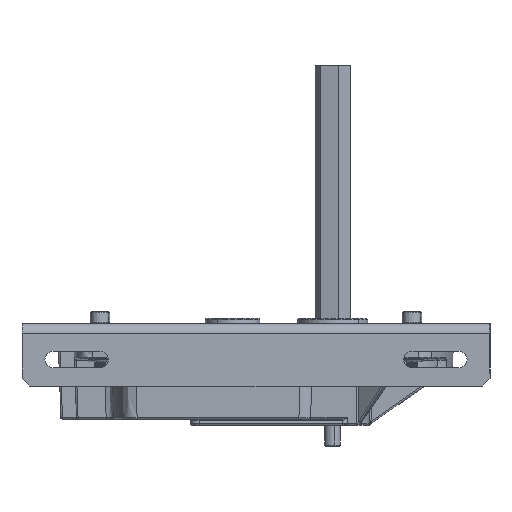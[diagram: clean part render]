
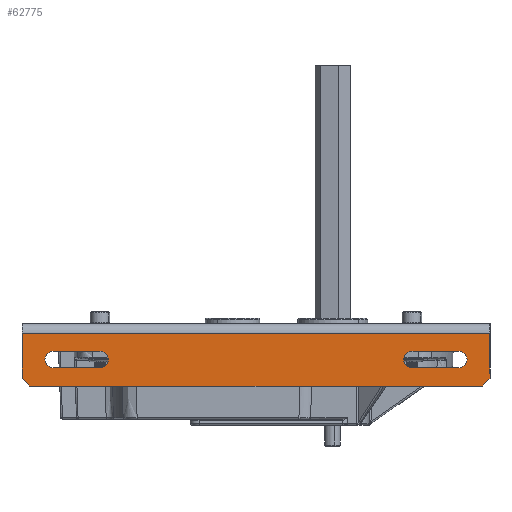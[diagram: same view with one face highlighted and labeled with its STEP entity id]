
A CAD part, front view. The second image highlights one B-rep face of the part: STEP entity #62775.
In plain terms, the highlighted planar face has unit normal (0, -1, 0).
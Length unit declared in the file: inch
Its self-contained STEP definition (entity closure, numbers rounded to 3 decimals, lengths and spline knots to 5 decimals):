
#3055 = CARTESIAN_POINT ( 'NONE',  ( 3.25, -1.625, -0.444 ) ) ;
#3657 = VECTOR ( 'NONE', #60263, 39.37008 ) ;
#3728 = EDGE_CURVE ( 'NONE', #25917, #46158, #46015, .T. ) ;
#4088 = VERTEX_POINT ( 'NONE', #43538 ) ;
#4992 = CARTESIAN_POINT ( 'NONE',  ( -3.25, -1.625, -0.444 ) ) ;
#7430 = ORIENTED_EDGE ( 'NONE', *, *, #65467, .T. ) ;
#7448 = CARTESIAN_POINT ( 'NONE',  ( 2.5, -1.625, -0.577 ) ) ;
#7711 = VERTEX_POINT ( 'NONE', #35766 ) ;
#10480 = ORIENTED_EDGE ( 'NONE', *, *, #14417, .T. ) ;
#10770 = VERTEX_POINT ( 'NONE', #23146 ) ;
#11600 = EDGE_CURVE ( 'NONE', #56778, #34557, #23985, .T. ) ;
#11732 = ORIENTED_EDGE ( 'NONE', *, *, #41537, .T. ) ;
#12008 = VECTOR ( 'NONE', #38344, 39.37008 ) ;
#12208 = VERTEX_POINT ( 'NONE', #70024 ) ;
#12535 = CARTESIAN_POINT ( 'NONE',  ( 0., -1.625, -0.154 ) ) ;
#12570 = LINE ( 'NONE', #35246, #63333 ) ;
#12922 = EDGE_LOOP ( 'NONE', ( #61686, #39301, #19067, #70063 ) ) ;
#13447 = CARTESIAN_POINT ( 'NONE',  ( -3.75, -1.625, -1. ) ) ;
#14265 = PLANE ( 'NONE',  #18757 ) ;
#14417 = EDGE_CURVE ( 'NONE', #34557, #54163, #12570, .T. ) ;
#14811 = LINE ( 'NONE', #25233, #3657 ) ;
#16283 = EDGE_LOOP ( 'NONE', ( #7430, #57916, #54962, #30008 ) ) ;
#18112 = LINE ( 'NONE', #12535, #40936 ) ;
#18272 = CARTESIAN_POINT ( 'NONE',  ( -3.25, -1.625, -0.577 ) ) ;
#18488 = EDGE_CURVE ( 'NONE', #4088, #27655, #34949, .T. ) ;
#18757 = AXIS2_PLACEMENT_3D ( 'NONE', #61087, #59341, #44649 ) ;
#19067 = ORIENTED_EDGE ( 'NONE', *, *, #59516, .T. ) ;
#19605 = EDGE_CURVE ( 'NONE', #50906, #56778, #52773, .T. ) ;
#21017 = LINE ( 'NONE', #31837, #31717 ) ;
#21926 = FACE_BOUND ( 'NONE', #16283, .T. ) ;
#23146 = CARTESIAN_POINT ( 'NONE',  ( 3.25, -1.625, -0.71 ) ) ;
#23985 = LINE ( 'NONE', #63154, #50639 ) ;
#24957 = DIRECTION ( 'NONE',  ( 0., 0., -1. ) ) ;
#25233 = CARTESIAN_POINT ( 'NONE',  ( -3.625, -1.625, -1. ) ) ;
#25249 = CARTESIAN_POINT ( 'NONE',  ( -3.75, -1.625, -0.875 ) ) ;
#25882 = LINE ( 'NONE', #48597, #68429 ) ;
#25917 = VERTEX_POINT ( 'NONE', #52880 ) ;
#27537 = CARTESIAN_POINT ( 'NONE',  ( -3.25, -1.625, -0.444 ) ) ;
#27655 = VERTEX_POINT ( 'NONE', #4992 ) ;
#30008 = ORIENTED_EDGE ( 'NONE', *, *, #3728, .T. ) ;
#30165 = DIRECTION ( 'NONE',  ( 0., 1., 0. ) ) ;
#30194 = AXIS2_PLACEMENT_3D ( 'NONE', #18272, #58133, #52891 ) ;
#30788 = CARTESIAN_POINT ( 'NONE',  ( 3.75, -1.625, -0.154 ) ) ;
#30867 = DIRECTION ( 'NONE',  ( 0., 1., 0. ) ) ;
#31227 = CARTESIAN_POINT ( 'NONE',  ( 3.25, -1.625, -0.577 ) ) ;
#31469 = DIRECTION ( 'NONE',  ( -1., 0., 0. ) ) ;
#31717 = VECTOR ( 'NONE', #43754, 39.37008 ) ;
#31837 = CARTESIAN_POINT ( 'NONE',  ( -3.25, -1.625, -0.71 ) ) ;
#32497 = AXIS2_PLACEMENT_3D ( 'NONE', #31227, #30867, #36439 ) ;
#32868 = EDGE_CURVE ( 'NONE', #7711, #12208, #64466, .T. ) ;
#33165 = VERTEX_POINT ( 'NONE', #54637 ) ;
#33195 = EDGE_CURVE ( 'NONE', #33967, #50906, #14811, .T. ) ;
#33903 = VERTEX_POINT ( 'NONE', #64785 ) ;
#33967 = VERTEX_POINT ( 'NONE', #25249 ) ;
#34557 = VERTEX_POINT ( 'NONE', #63135 ) ;
#34949 = CIRCLE ( 'NONE', #30194, 0.133 ) ;
#35246 = CARTESIAN_POINT ( 'NONE',  ( 3.75, -1.625, -0.125 ) ) ;
#35766 = CARTESIAN_POINT ( 'NONE',  ( 2.5, -1.625, -0.71 ) ) ;
#36439 = DIRECTION ( 'NONE',  ( 0., 0., -1. ) ) ;
#36443 = CARTESIAN_POINT ( 'NONE',  ( -3.625, -1.625, -1. ) ) ;
#37024 = AXIS2_PLACEMENT_3D ( 'NONE', #7448, #30165, #24957 ) ;
#37310 = LINE ( 'NONE', #3055, #65742 ) ;
#37757 = CARTESIAN_POINT ( 'NONE',  ( -2.5, -1.625, -0.577 ) ) ;
#38007 = EDGE_CURVE ( 'NONE', #27655, #25917, #71919, .T. ) ;
#38344 = DIRECTION ( 'NONE',  ( 1., 0., 0. ) ) ;
#39062 = FACE_OUTER_BOUND ( 'NONE', #61500, .T. ) ;
#39301 = ORIENTED_EDGE ( 'NONE', *, *, #42479, .T. ) ;
#40372 = EDGE_CURVE ( 'NONE', #12208, #33903, #37310, .T. ) ;
#40936 = VECTOR ( 'NONE', #56104, 39.37008 ) ;
#41537 = EDGE_CURVE ( 'NONE', #33165, #33967, #46949, .T. ) ;
#41602 = ORIENTED_EDGE ( 'NONE', *, *, #19605, .T. ) ;
#42479 = EDGE_CURVE ( 'NONE', #33903, #10770, #58695, .T. ) ;
#42910 = DIRECTION ( 'NONE',  ( 1., 0., 0. ) ) ;
#43376 = VECTOR ( 'NONE', #53150, 39.37008 ) ;
#43538 = CARTESIAN_POINT ( 'NONE',  ( -3.25, -1.625, -0.71 ) ) ;
#43643 = AXIS2_PLACEMENT_3D ( 'NONE', #37757, #50994, #49654 ) ;
#43754 = DIRECTION ( 'NONE',  ( -1., 0., 0. ) ) ;
#44649 = DIRECTION ( 'NONE',  ( 0., 0., 1. ) ) ;
#45486 = VECTOR ( 'NONE', #47694, 39.37008 ) ;
#46015 = CIRCLE ( 'NONE', #43643, 0.133 ) ;
#46158 = VERTEX_POINT ( 'NONE', #62690 ) ;
#46332 = DIRECTION ( 'NONE',  ( 0.707, 0., 0.707 ) ) ;
#46949 = LINE ( 'NONE', #13447, #45486 ) ;
#47694 = DIRECTION ( 'NONE',  ( 0., 0., -1. ) ) ;
#47893 = ORIENTED_EDGE ( 'NONE', *, *, #56648, .F. ) ;
#48597 = CARTESIAN_POINT ( 'NONE',  ( 3.25, -1.625, -0.71 ) ) ;
#49654 = DIRECTION ( 'NONE',  ( 0., 0., 1. ) ) ;
#50639 = VECTOR ( 'NONE', #46332, 39.37008 ) ;
#50906 = VERTEX_POINT ( 'NONE', #36443 ) ;
#50994 = DIRECTION ( 'NONE',  ( 0., 1., 0. ) ) ;
#52773 = LINE ( 'NONE', #65130, #43376 ) ;
#52880 = CARTESIAN_POINT ( 'NONE',  ( -2.5, -1.625, -0.444 ) ) ;
#52891 = DIRECTION ( 'NONE',  ( 0., 0., 1. ) ) ;
#53150 = DIRECTION ( 'NONE',  ( 1., 0., 0. ) ) ;
#54163 = VERTEX_POINT ( 'NONE', #30788 ) ;
#54637 = CARTESIAN_POINT ( 'NONE',  ( -3.75, -1.625, -0.154 ) ) ;
#54962 = ORIENTED_EDGE ( 'NONE', *, *, #38007, .T. ) ;
#56104 = DIRECTION ( 'NONE',  ( 1., 0., 0. ) ) ;
#56648 = EDGE_CURVE ( 'NONE', #33165, #54163, #18112, .T. ) ;
#56778 = VERTEX_POINT ( 'NONE', #68705 ) ;
#56919 = ORIENTED_EDGE ( 'NONE', *, *, #33195, .T. ) ;
#57916 = ORIENTED_EDGE ( 'NONE', *, *, #18488, .T. ) ;
#58133 = DIRECTION ( 'NONE',  ( 0., 1., 0. ) ) ;
#58695 = CIRCLE ( 'NONE', #32497, 0.133 ) ;
#59341 = DIRECTION ( 'NONE',  ( 0., 1., 0. ) ) ;
#59516 = EDGE_CURVE ( 'NONE', #10770, #7711, #25882, .T. ) ;
#60263 = DIRECTION ( 'NONE',  ( 0.707, 0., -0.707 ) ) ;
#61087 = CARTESIAN_POINT ( 'NONE',  ( 0., -1.625, 0. ) ) ;
#61500 = EDGE_LOOP ( 'NONE', ( #41602, #61802, #10480, #47893, #11732, #56919 ) ) ;
#61686 = ORIENTED_EDGE ( 'NONE', *, *, #40372, .T. ) ;
#61802 = ORIENTED_EDGE ( 'NONE', *, *, #11600, .T. ) ;
#62690 = CARTESIAN_POINT ( 'NONE',  ( -2.5, -1.625, -0.71 ) ) ;
#62775 = ADVANCED_FACE ( 'NONE', ( #70887, #21926, #39062 ), #14265, .F. ) ;
#62895 = DIRECTION ( 'NONE',  ( 0., 0., 1. ) ) ;
#63135 = CARTESIAN_POINT ( 'NONE',  ( 3.75, -1.625, -0.875 ) ) ;
#63154 = CARTESIAN_POINT ( 'NONE',  ( 3.75, -1.625, -0.875 ) ) ;
#63333 = VECTOR ( 'NONE', #62895, 39.37008 ) ;
#64466 = CIRCLE ( 'NONE', #37024, 0.133 ) ;
#64785 = CARTESIAN_POINT ( 'NONE',  ( 3.25, -1.625, -0.444 ) ) ;
#65130 = CARTESIAN_POINT ( 'NONE',  ( 3.75, -1.625, -1. ) ) ;
#65467 = EDGE_CURVE ( 'NONE', #46158, #4088, #21017, .T. ) ;
#65742 = VECTOR ( 'NONE', #42910, 39.37008 ) ;
#68429 = VECTOR ( 'NONE', #31469, 39.37008 ) ;
#68705 = CARTESIAN_POINT ( 'NONE',  ( 3.625, -1.625, -1. ) ) ;
#70024 = CARTESIAN_POINT ( 'NONE',  ( 2.5, -1.625, -0.444 ) ) ;
#70063 = ORIENTED_EDGE ( 'NONE', *, *, #32868, .T. ) ;
#70887 = FACE_BOUND ( 'NONE', #12922, .T. ) ;
#71919 = LINE ( 'NONE', #27537, #12008 ) ;
